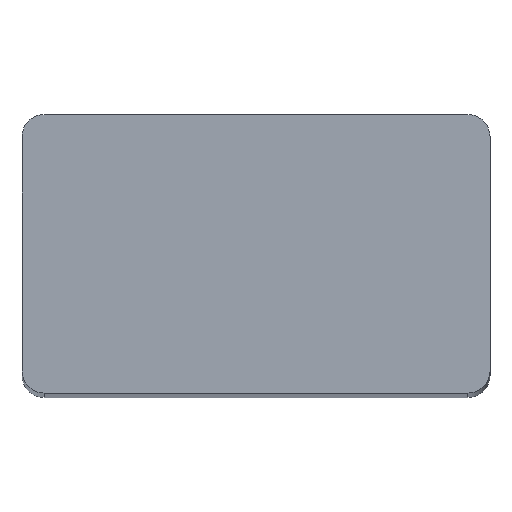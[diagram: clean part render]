
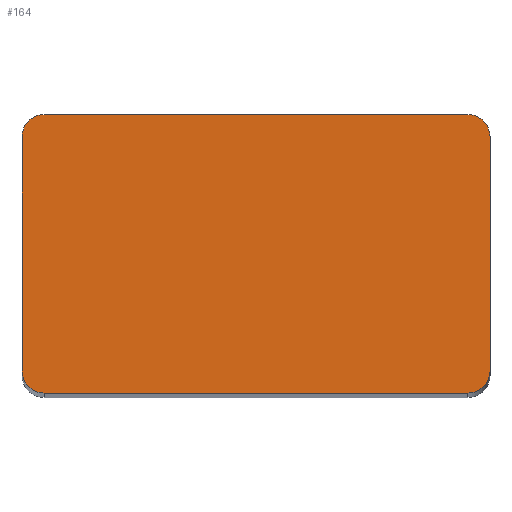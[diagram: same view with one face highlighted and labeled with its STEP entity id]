
A CAD part, top view. The second image highlights one B-rep face of the part: STEP entity #164.
In plain terms, the highlighted planar face has unit normal (0, 0, 1).
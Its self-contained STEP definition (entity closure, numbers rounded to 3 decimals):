
#18 = CIRCLE ( 'NONE', #323, 2. ) ;
#19 = CARTESIAN_POINT ( 'NONE',  ( 10.66, 15.885, 0. ) ) ;
#25 = CARTESIAN_POINT ( 'NONE',  ( -27.34, 13.885, 0. ) ) ;
#27 = ORIENTED_EDGE ( 'NONE', *, *, #215, .T. ) ;
#29 = CARTESIAN_POINT ( 'NONE',  ( -29.34, -9.115, 0. ) ) ;
#31 = EDGE_CURVE ( 'NONE', #175, #55, #278, .T. ) ;
#38 = EDGE_CURVE ( 'NONE', #182, #175, #214, .T. ) ;
#47 = ORIENTED_EDGE ( 'NONE', *, *, #301, .T. ) ;
#48 = VECTOR ( 'NONE', #240, 1000. ) ;
#50 = AXIS2_PLACEMENT_3D ( 'NONE', #279, #171, #90 ) ;
#53 = CIRCLE ( 'NONE', #152, 2. ) ;
#55 = VERTEX_POINT ( 'NONE', #165 ) ;
#58 = VECTOR ( 'NONE', #88, 1000. ) ;
#59 = DIRECTION ( 'NONE',  ( 1., 0., 0. ) ) ;
#60 = CARTESIAN_POINT ( 'NONE',  ( 12.66, 13.885, 0. ) ) ;
#64 = VECTOR ( 'NONE', #207, 1000. ) ;
#67 = DIRECTION ( 'NONE',  ( 0., 0., 1. ) ) ;
#69 = FACE_OUTER_BOUND ( 'NONE', #294, .T. ) ;
#70 = CARTESIAN_POINT ( 'NONE',  ( -27.34, -7.115, 0. ) ) ;
#78 = CARTESIAN_POINT ( 'NONE',  ( -29.34, 15.885, 0. ) ) ;
#79 = LINE ( 'NONE', #305, #64 ) ;
#88 = DIRECTION ( 'NONE',  ( -1., 0., 0. ) ) ;
#90 = DIRECTION ( 'NONE',  ( 1., 0., 0. ) ) ;
#92 = CARTESIAN_POINT ( 'NONE',  ( -27.34, -9.115, 0. ) ) ;
#96 = DIRECTION ( 'NONE',  ( 0., 0., 1. ) ) ;
#101 = ORIENTED_EDGE ( 'NONE', *, *, #31, .T. ) ;
#110 = ORIENTED_EDGE ( 'NONE', *, *, #310, .T. ) ;
#114 = LINE ( 'NONE', #29, #48 ) ;
#117 = CARTESIAN_POINT ( 'NONE',  ( 10.66, -9.115, 0. ) ) ;
#131 = ORIENTED_EDGE ( 'NONE', *, *, #38, .T. ) ;
#132 = CARTESIAN_POINT ( 'NONE',  ( 10.66, 13.885, 0. ) ) ;
#134 = CARTESIAN_POINT ( 'NONE',  ( -29.34, -7.115, 0. ) ) ;
#152 = AXIS2_PLACEMENT_3D ( 'NONE', #70, #67, #289 ) ;
#153 = VECTOR ( 'NONE', #271, 1000. ) ;
#154 = CIRCLE ( 'NONE', #223, 2. ) ;
#164 = ADVANCED_FACE ( 'NONE', ( #69 ), #335, .T. ) ;
#165 = CARTESIAN_POINT ( 'NONE',  ( -27.34, 15.885, 0. ) ) ;
#166 = LINE ( 'NONE', #78, #153 ) ;
#171 = DIRECTION ( 'NONE',  ( 0., 0., 1. ) ) ;
#172 = EDGE_CURVE ( 'NONE', #281, #182, #79, .T. ) ;
#175 = VERTEX_POINT ( 'NONE', #19 ) ;
#176 = VERTEX_POINT ( 'NONE', #134 ) ;
#178 = DIRECTION ( 'NONE',  ( 1., 0., 0. ) ) ;
#180 = CARTESIAN_POINT ( 'NONE',  ( -29.34, 13.885, 0. ) ) ;
#182 = VERTEX_POINT ( 'NONE', #60 ) ;
#196 = DIRECTION ( 'NONE',  ( 0., 0., 1. ) ) ;
#203 = VERTEX_POINT ( 'NONE', #92 ) ;
#207 = DIRECTION ( 'NONE',  ( 0., 1., 0. ) ) ;
#214 = CIRCLE ( 'NONE', #318, 2. ) ;
#215 = EDGE_CURVE ( 'NONE', #55, #231, #154, .T. ) ;
#216 = VERTEX_POINT ( 'NONE', #117 ) ;
#223 = AXIS2_PLACEMENT_3D ( 'NONE', #25, #314, #311 ) ;
#225 = EDGE_CURVE ( 'NONE', #176, #203, #53, .T. ) ;
#231 = VERTEX_POINT ( 'NONE', #180 ) ;
#235 = CARTESIAN_POINT ( 'NONE',  ( 12.66, -7.115, 0. ) ) ;
#237 = CARTESIAN_POINT ( 'NONE',  ( 10.66, -7.115, 0. ) ) ;
#240 = DIRECTION ( 'NONE',  ( 1., 0., 0. ) ) ;
#259 = ORIENTED_EDGE ( 'NONE', *, *, #260, .T. ) ;
#260 = EDGE_CURVE ( 'NONE', #216, #281, #18, .T. ) ;
#271 = DIRECTION ( 'NONE',  ( 0., -1., 0. ) ) ;
#278 = LINE ( 'NONE', #299, #58 ) ;
#279 = CARTESIAN_POINT ( 'NONE',  ( 0., 0., 0. ) ) ;
#281 = VERTEX_POINT ( 'NONE', #235 ) ;
#286 = ORIENTED_EDGE ( 'NONE', *, *, #225, .T. ) ;
#289 = DIRECTION ( 'NONE',  ( 1., 0., 0. ) ) ;
#290 = ORIENTED_EDGE ( 'NONE', *, *, #172, .T. ) ;
#294 = EDGE_LOOP ( 'NONE', ( #47, #259, #290, #131, #101, #27, #110, #286 ) ) ;
#299 = CARTESIAN_POINT ( 'NONE',  ( -29.34, 15.885, 0. ) ) ;
#301 = EDGE_CURVE ( 'NONE', #203, #216, #114, .T. ) ;
#305 = CARTESIAN_POINT ( 'NONE',  ( 12.66, 15.885, 0. ) ) ;
#310 = EDGE_CURVE ( 'NONE', #231, #176, #166, .T. ) ;
#311 = DIRECTION ( 'NONE',  ( 1., 0., 0. ) ) ;
#314 = DIRECTION ( 'NONE',  ( 0., 0., 1. ) ) ;
#318 = AXIS2_PLACEMENT_3D ( 'NONE', #132, #196, #59 ) ;
#323 = AXIS2_PLACEMENT_3D ( 'NONE', #237, #96, #178 ) ;
#335 = PLANE ( 'NONE',  #50 ) ;
